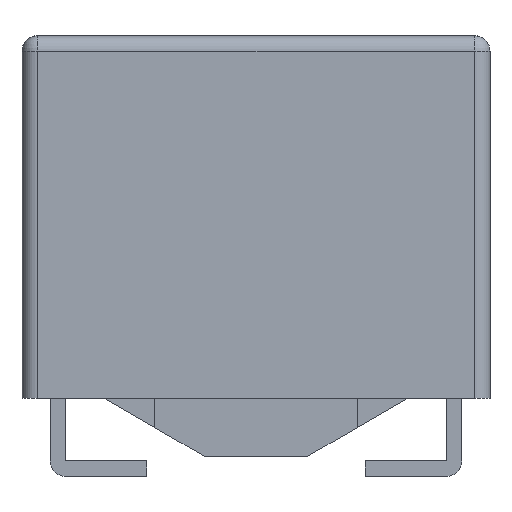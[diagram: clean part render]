
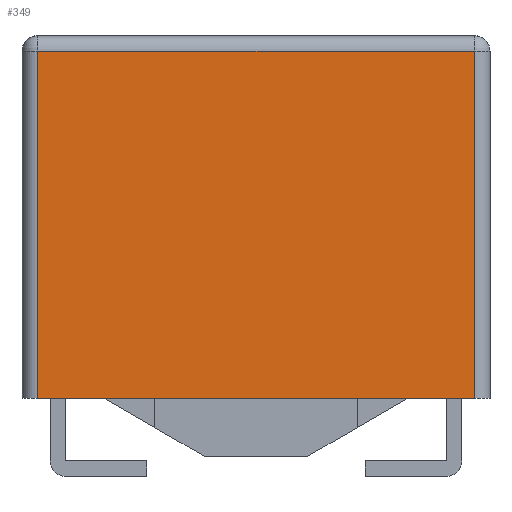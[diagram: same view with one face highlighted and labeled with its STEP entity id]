
A CAD part, left-side view. The second image highlights one B-rep face of the part: STEP entity #349.
In plain terms, the highlighted planar face has unit normal (-1, 0, 0).
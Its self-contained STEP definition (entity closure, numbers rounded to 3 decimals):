
#349=ADVANCED_FACE('',(#14074),#14076,.T.);
#14074=FACE_BOUND('',#14075,.T.);
#14075=EDGE_LOOP('',(#24853,#24854,#24855,#24856));
#14076=PLANE('',#14077);
#14077=AXIS2_PLACEMENT_3D('',#14078,#14079,#14080);
#14078=CARTESIAN_POINT('',(-5.,3.,1.));
#14079=DIRECTION('',(-1.,0.,0.));
#14080=DIRECTION('',(0.,-1.,0.));
#24853=ORIENTED_EDGE('',*,*,#33462,.F.);
#24854=ORIENTED_EDGE('',*,*,#33463,.F.);
#24855=ORIENTED_EDGE('',*,*,#33438,.T.);
#24856=ORIENTED_EDGE('',*,*,#33461,.T.);
#33438=EDGE_CURVE('',#37815,#37813,#37816,.T.);
#33461=EDGE_CURVE('',#37813,#37854,#37856,.T.);
#33462=EDGE_CURVE('',#37857,#37854,#37858,.T.);
#33463=EDGE_CURVE('',#37815,#37857,#37859,.T.);
#37813=VERTEX_POINT('',#45151);
#37815=VERTEX_POINT('',#45156);
#37816=LINE('',#45157,#45158);
#37854=VERTEX_POINT('',#45246);
#37856=LINE('',#45251,#45252);
#37857=VERTEX_POINT('',#45254);
#37858=LINE('',#45255,#45256);
#37859=LINE('',#45258,#45259);
#45151=CARTESIAN_POINT('',(-5.,-2.8,1.));
#45156=CARTESIAN_POINT('',(-5.,2.8,1.));
#45157=CARTESIAN_POINT('',(-5.,2.8,1.));
#45158=VECTOR('',#45159,1.);
#45159=DIRECTION('',(0.,-1.,0.));
#45246=CARTESIAN_POINT('',(-5.,-2.8,5.45));
#45251=CARTESIAN_POINT('',(-5.,-2.8,1.));
#45252=VECTOR('',#45253,1.);
#45253=DIRECTION('',(0.,0.,1.));
#45254=CARTESIAN_POINT('',(-5.,2.8,5.45));
#45255=CARTESIAN_POINT('',(-5.,2.8,5.45));
#45256=VECTOR('',#45257,1.);
#45257=DIRECTION('',(0.,-1.,0.));
#45258=CARTESIAN_POINT('',(-5.,2.8,1.));
#45259=VECTOR('',#45260,1.);
#45260=DIRECTION('',(0.,0.,1.));
